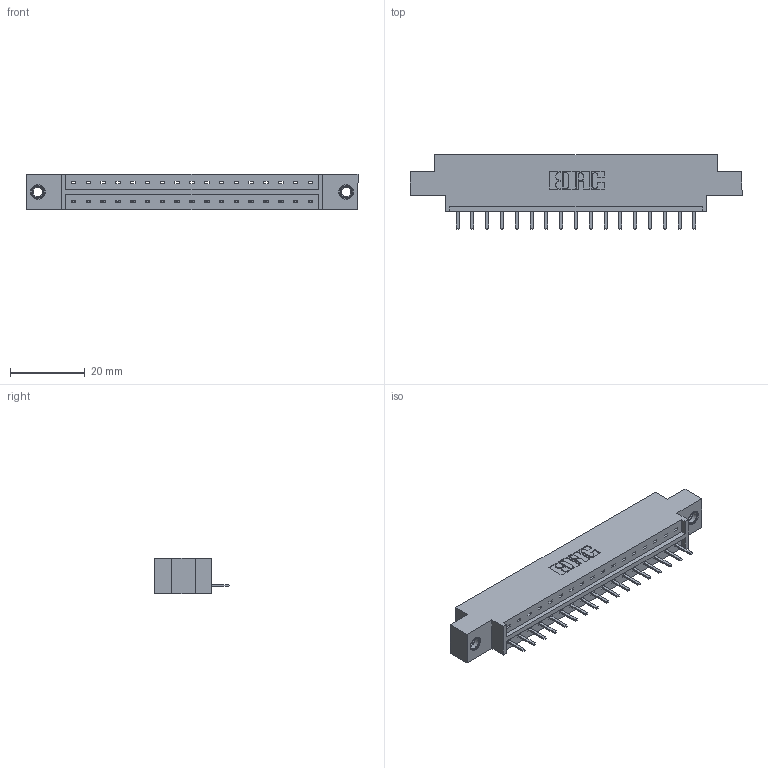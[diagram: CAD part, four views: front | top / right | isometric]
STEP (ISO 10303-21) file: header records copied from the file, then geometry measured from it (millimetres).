
FILE_DESCRIPTION (( 'STEP AP203' ), '1' );
FILE_NAME ('833-017-520-607.STEP', '2020-05-31T19:37:28', ( '' ), ( '' ), 'SwSTEP 2.0', 'SolidWorks 2020', '' );
FILE_SCHEMA (( 'CONFIG_CONTROL_DESIGN' ));
Length unit declared in the file: inch
Products named in the file (4): 345-250-001_345-250-005-103; 833-017-520-607; 345-292-001_345-293-120; 833 Part_Offset - .156 Dia - TI
Assembly tree (20 placements, depth 2):
  833-017-520-607
    833 Part_Offset - .156 Dia - TI
    345-292-001_345-293-120  x17
    345-250-001_345-250-005-103  x2
Bounding box: 88.9 x 20.02 x 9.4 mm (x, y, z)
Volume: 8440.6 mm3; surface area: 9033 mm2
Topology: 20 solids, 20 shells, 1232 faces, 3587 edges, 2338 vertices
Faces by surface type: plane 854, cylinder 362, cone 12, torus 4
Entity records: 15058 total; most frequent: CARTESIAN_POINT 2596, ORIENTED_EDGE 2530, DIRECTION 2261, EDGE_CURVE 1265, VECTOR 1113, LINE 1113, VERTEX_POINT 836, AXIS2_PLACEMENT_3D 574
